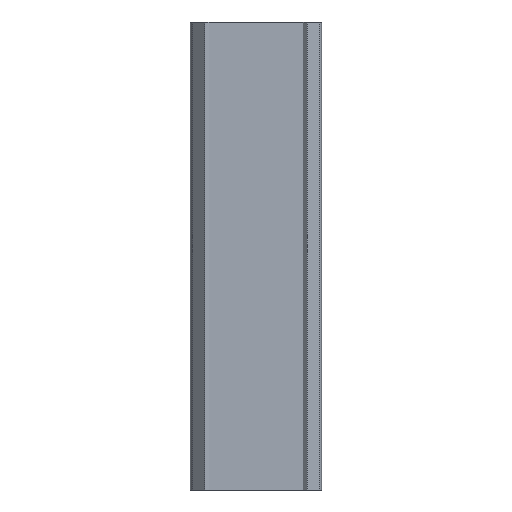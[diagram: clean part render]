
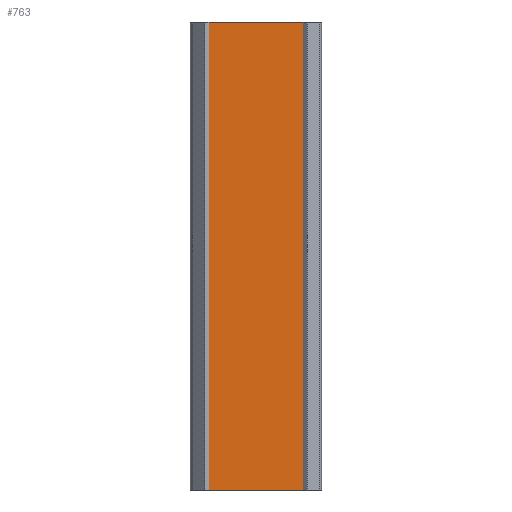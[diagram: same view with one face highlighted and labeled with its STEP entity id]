
A CAD part, front view. The second image highlights one B-rep face of the part: STEP entity #763.
In plain terms, the highlighted planar face has unit normal (0, -1, 0).
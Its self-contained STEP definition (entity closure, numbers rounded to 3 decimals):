
#11 = VECTOR ( 'NONE', #333, 1000. ) ;
#42 = VECTOR ( 'NONE', #812, 1000. ) ;
#43 = VECTOR ( 'NONE', #885, 1000. ) ;
#56 = DIRECTION ( 'NONE',  ( 0., 0., -1. ) ) ;
#81 = LINE ( 'NONE', #586, #42 ) ;
#139 = VERTEX_POINT ( 'NONE', #851 ) ;
#143 = VERTEX_POINT ( 'NONE', #611 ) ;
#159 = DIRECTION ( 'NONE',  ( -1., 0., 0. ) ) ;
#187 = EDGE_LOOP ( 'NONE', ( #845, #736, #628, #810 ) ) ;
#333 = DIRECTION ( 'NONE',  ( 0., 0., -1. ) ) ;
#359 = VERTEX_POINT ( 'NONE', #422 ) ;
#372 = LINE ( 'NONE', #601, #747 ) ;
#422 = CARTESIAN_POINT ( 'NONE',  ( 90.393, 39.607, -200. ) ) ;
#463 = EDGE_CURVE ( 'NONE', #359, #139, #81, .T. ) ;
#471 = LINE ( 'NONE', #861, #11 ) ;
#500 = PLANE ( 'NONE',  #598 ) ;
#563 = CARTESIAN_POINT ( 'NONE',  ( -9.607, 39.607, 200. ) ) ;
#586 = CARTESIAN_POINT ( 'NONE',  ( -10.607, 39.607, -200. ) ) ;
#598 = AXIS2_PLACEMENT_3D ( 'NONE', #727, #799, #56 ) ;
#601 = CARTESIAN_POINT ( 'NONE',  ( -10.607, 39.607, 200. ) ) ;
#606 = EDGE_CURVE ( 'NONE', #143, #359, #471, .T. ) ;
#611 = CARTESIAN_POINT ( 'NONE',  ( 90.393, 39.607, 200. ) ) ;
#628 = ORIENTED_EDGE ( 'NONE', *, *, #894, .T. ) ;
#657 = LINE ( 'NONE', #958, #43 ) ;
#691 = VERTEX_POINT ( 'NONE', #563 ) ;
#727 = CARTESIAN_POINT ( 'NONE',  ( -10.607, 39.607, 200. ) ) ;
#736 = ORIENTED_EDGE ( 'NONE', *, *, #606, .F. ) ;
#747 = VECTOR ( 'NONE', #159, 1000. ) ;
#763 = ADVANCED_FACE ( 'NONE', ( #795 ), #500, .T. ) ;
#795 = FACE_OUTER_BOUND ( 'NONE', #187, .T. ) ;
#799 = DIRECTION ( 'NONE',  ( 0., -1., 0. ) ) ;
#810 = ORIENTED_EDGE ( 'NONE', *, *, #900, .T. ) ;
#812 = DIRECTION ( 'NONE',  ( -1., 0., 0. ) ) ;
#845 = ORIENTED_EDGE ( 'NONE', *, *, #463, .F. ) ;
#851 = CARTESIAN_POINT ( 'NONE',  ( -9.607, 39.607, -200. ) ) ;
#861 = CARTESIAN_POINT ( 'NONE',  ( 90.393, 39.607, 200. ) ) ;
#885 = DIRECTION ( 'NONE',  ( 0., 0., -1. ) ) ;
#894 = EDGE_CURVE ( 'NONE', #143, #691, #372, .T. ) ;
#900 = EDGE_CURVE ( 'NONE', #691, #139, #657, .T. ) ;
#958 = CARTESIAN_POINT ( 'NONE',  ( -9.607, 39.607, 200. ) ) ;
